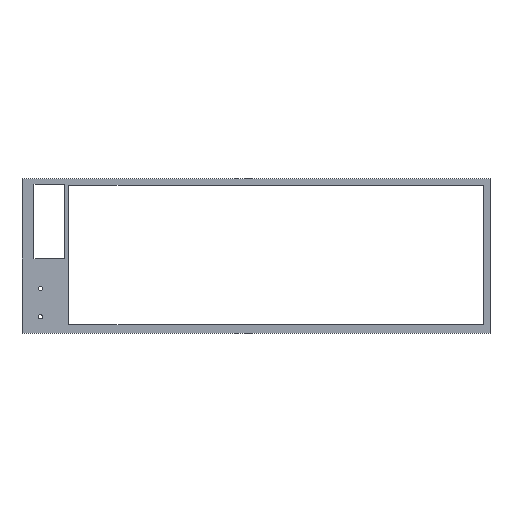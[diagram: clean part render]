
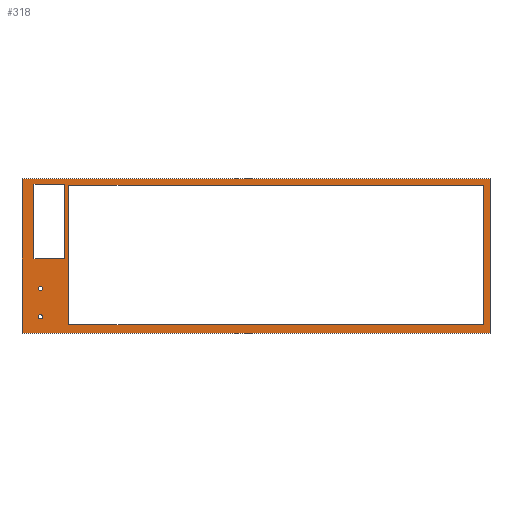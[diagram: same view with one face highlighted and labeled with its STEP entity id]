
A CAD part, top view. The second image highlights one B-rep face of the part: STEP entity #318.
In plain terms, the highlighted planar face has unit normal (0, 0, 1).
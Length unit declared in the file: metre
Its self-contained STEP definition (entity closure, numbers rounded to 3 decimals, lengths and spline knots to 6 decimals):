
#12=CIRCLE('',#344,0.001524);
#14=CIRCLE('',#347,0.001524);
#70=ORIENTED_EDGE('',*,*,#120,.F.);
#71=ORIENTED_EDGE('',*,*,#124,.T.);
#72=ORIENTED_EDGE('',*,*,#127,.T.);
#73=ORIENTED_EDGE('',*,*,#135,.F.);
#74=ORIENTED_EDGE('',*,*,#132,.F.);
#75=ORIENTED_EDGE('',*,*,#130,.F.);
#76=ORIENTED_EDGE('',*,*,#110,.F.);
#77=ORIENTED_EDGE('',*,*,#114,.T.);
#78=ORIENTED_EDGE('',*,*,#117,.T.);
#79=ORIENTED_EDGE('',*,*,#129,.F.);
#80=ORIENTED_EDGE('',*,*,#100,.F.);
#81=ORIENTED_EDGE('',*,*,#104,.T.);
#82=ORIENTED_EDGE('',*,*,#107,.T.);
#83=ORIENTED_EDGE('',*,*,#137,.F.);
#100=EDGE_CURVE('',#140,#141,#168,.T.);
#104=EDGE_CURVE('',#140,#143,#172,.T.);
#107=EDGE_CURVE('',#143,#145,#175,.T.);
#110=EDGE_CURVE('',#148,#149,#178,.T.);
#114=EDGE_CURVE('',#148,#151,#182,.T.);
#117=EDGE_CURVE('',#151,#153,#185,.T.);
#120=EDGE_CURVE('',#156,#157,#188,.T.);
#124=EDGE_CURVE('',#156,#159,#192,.T.);
#127=EDGE_CURVE('',#159,#161,#195,.T.);
#129=EDGE_CURVE('',#149,#153,#197,.T.);
#130=EDGE_CURVE('',#162,#162,#12,.T.);
#132=EDGE_CURVE('',#164,#164,#14,.T.);
#135=EDGE_CURVE('',#157,#161,#199,.T.);
#137=EDGE_CURVE('',#141,#145,#201,.T.);
#140=VERTEX_POINT('',#437);
#141=VERTEX_POINT('',#439);
#143=VERTEX_POINT('',#445);
#145=VERTEX_POINT('',#451);
#148=VERTEX_POINT('',#458);
#149=VERTEX_POINT('',#460);
#151=VERTEX_POINT('',#466);
#153=VERTEX_POINT('',#472);
#156=VERTEX_POINT('',#479);
#157=VERTEX_POINT('',#481);
#159=VERTEX_POINT('',#487);
#161=VERTEX_POINT('',#493);
#162=VERTEX_POINT('',#500);
#164=VERTEX_POINT('',#505);
#168=LINE('',#438,#204);
#172=LINE('',#446,#208);
#175=LINE('',#452,#211);
#178=LINE('',#459,#214);
#182=LINE('',#467,#218);
#185=LINE('',#473,#221);
#188=LINE('',#480,#224);
#192=LINE('',#488,#228);
#195=LINE('',#494,#231);
#197=LINE('',#497,#233);
#199=LINE('',#510,#235);
#201=LINE('',#513,#237);
#204=VECTOR('',#359,1.);
#208=VECTOR('',#365,1.);
#211=VECTOR('',#370,1.);
#214=VECTOR('',#375,1.);
#218=VECTOR('',#381,1.);
#221=VECTOR('',#386,1.);
#224=VECTOR('',#391,1.);
#228=VECTOR('',#397,1.);
#231=VECTOR('',#402,1.);
#233=VECTOR('',#406,1.);
#235=VECTOR('',#422,1.);
#237=VECTOR('',#426,1.);
#254=EDGE_LOOP('',(#70,#71,#72,#73));
#255=EDGE_LOOP('',(#74));
#256=EDGE_LOOP('',(#75));
#257=EDGE_LOOP('',(#76,#77,#78,#79));
#258=EDGE_LOOP('',(#80,#81,#82,#83));
#280=FACE_BOUND('',#254,.T.);
#281=FACE_BOUND('',#255,.T.);
#282=FACE_BOUND('',#256,.T.);
#283=FACE_BOUND('',#257,.T.);
#284=FACE_BOUND('',#258,.T.);
#302=PLANE('',#351);
#318=ADVANCED_FACE('',(#280,#281,#282,#283,#284),#302,.T.);
#344=AXIS2_PLACEMENT_3D('',#499,#409,#410);
#347=AXIS2_PLACEMENT_3D('',#504,#415,#416);
#351=AXIS2_PLACEMENT_3D('',#514,#427,#428);
#359=DIRECTION('',(1.,0.,0.));
#365=DIRECTION('',(0.,-1.,0.));
#370=DIRECTION('',(1.,0.,0.));
#375=DIRECTION('',(-1.,0.,0.));
#381=DIRECTION('',(0.,-1.,0.));
#386=DIRECTION('',(-1.,0.,0.));
#391=DIRECTION('',(0.,-1.,0.));
#397=DIRECTION('',(1.,0.,0.));
#402=DIRECTION('',(0.,-1.,0.));
#406=DIRECTION('',(0.,-1.,0.));
#409=DIRECTION('',(0.,0.,1.));
#410=DIRECTION('',(0.,-1.,0.));
#415=DIRECTION('',(0.,0.,1.));
#416=DIRECTION('',(0.,-1.,0.));
#422=DIRECTION('',(1.,0.,0.));
#426=DIRECTION('',(0.,-1.,0.));
#427=DIRECTION('',(0.,0.,1.));
#428=DIRECTION('',(1.,0.,0.));
#437=CARTESIAN_POINT('',(-0.004179,-0.023955,0.0127));
#438=CARTESIAN_POINT('',(0.155918,-0.023955,0.0127));
#439=CARTESIAN_POINT('',(0.316014,-0.023955,0.0127));
#445=CARTESIAN_POINT('',(-0.004179,-0.129555,0.0127));
#446=CARTESIAN_POINT('',(-0.004179,-0.076755,0.0127));
#451=CARTESIAN_POINT('',(0.316014,-0.129555,0.0127));
#452=CARTESIAN_POINT('',(0.155918,-0.129555,0.0127));
#458=CARTESIAN_POINT('',(0.025049,-0.027552,0.0127));
#459=CARTESIAN_POINT('',(0.014533,-0.027552,0.0127));
#460=CARTESIAN_POINT('',(0.004018,-0.027552,0.0127));
#466=CARTESIAN_POINT('',(0.025049,-0.078649,0.0127));
#467=CARTESIAN_POINT('',(0.025049,-0.053101,0.0127));
#472=CARTESIAN_POINT('',(0.004018,-0.078649,0.0127));
#473=CARTESIAN_POINT('',(0.014533,-0.078649,0.0127));
#479=CARTESIAN_POINT('',(0.02793,-0.028316,0.0127));
#480=CARTESIAN_POINT('',(0.02793,-0.076081,0.0127));
#481=CARTESIAN_POINT('',(0.02793,-0.123845,0.0127));
#487=CARTESIAN_POINT('',(0.31158,-0.028316,0.0127));
#488=CARTESIAN_POINT('',(0.169755,-0.028316,0.0127));
#493=CARTESIAN_POINT('',(0.31158,-0.123845,0.0127));
#494=CARTESIAN_POINT('',(0.31158,-0.076081,0.0127));
#497=CARTESIAN_POINT('',(0.004018,-0.053101,0.0127));
#499=CARTESIAN_POINT('',(0.0085,-0.099,0.0127));
#500=CARTESIAN_POINT('',(0.0085,-0.100524,0.0127));
#504=CARTESIAN_POINT('',(0.0084,-0.1183,0.0127));
#505=CARTESIAN_POINT('',(0.0084,-0.119824,0.0127));
#510=CARTESIAN_POINT('',(0.169755,-0.123845,0.0127));
#513=CARTESIAN_POINT('',(0.316014,-0.076755,0.0127));
#514=CARTESIAN_POINT('',(0.155918,-0.076755,0.0127));
